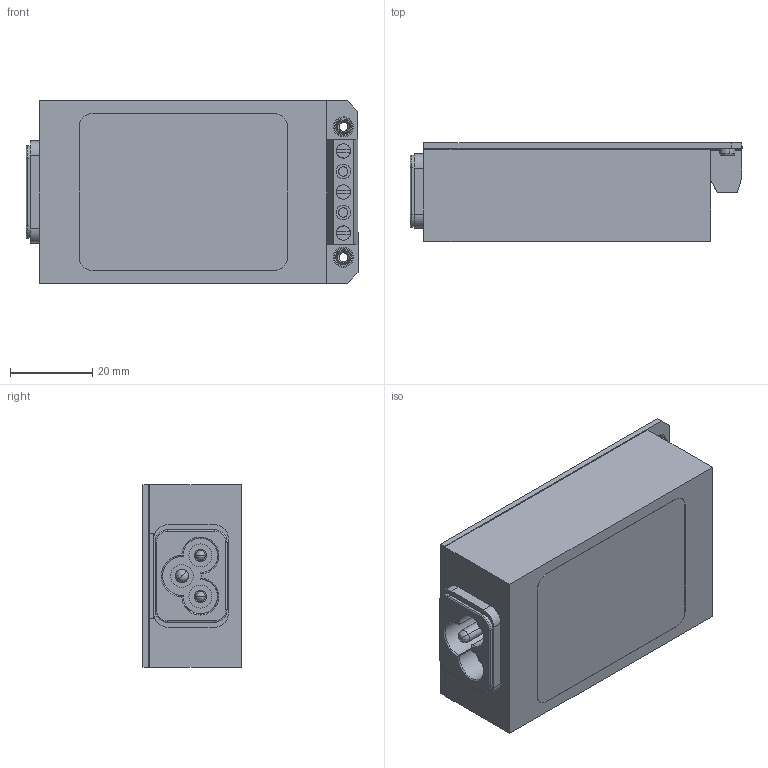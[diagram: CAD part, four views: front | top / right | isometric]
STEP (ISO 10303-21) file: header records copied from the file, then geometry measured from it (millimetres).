
FILE_DESCRIPTION (( 'STEP AP214' ), '1' );
FILE_NAME ('BP62010.STEP', '2022-04-20T17:47:17', ( '' ), ( '' ), 'SwSTEP 2.0', 'SolidWorks 2020', '' );
FILE_SCHEMA (( 'AUTOMOTIVE_DESIGN' ));
Length unit declared in the file: inch
Products named in the file (14): PEM_FEX-440; 850450020_850450020_10W; 321213000 assembly_web model BP6; covers_860047018; 850450020_850450020; BP62010; Screw 4-40x_25 PHMS_90272A106; Tape_VHB_10W_IEC; 321213000 Rev D_web model; 730045025; 860047931 Rev B_860047934; Round Spacer_#4 .25R,.75L; Label_model_ser_050059035; PDI_ 42R51-5131-NFPT_.031 thick board
Assembly tree (16 placements, depth 3):
  BP62010
    860047931 Rev B_860047934
    321213000 assembly_web model BP6
      321213000 Rev D_web model
      Round Spacer_#4 .25R,.75L  x2
      Screw 4-40x_25 PHMS_90272A106  x2
      PDI_ 42R51-5131-NFPT_.031 thick board
    covers_860047018
    730045025
    850450020_850450020
      850450020_850450020_10W
      PEM_FEX-440  x2
    Tape_VHB_10W_IEC
    Label_model_ser_050059035
Bounding box: 80.86 x 24.18 x 44.45 mm (x, y, z)
Volume: 23968.6 mm3; surface area: 48857.8 mm2
Topology: 23 solids, 23 shells, 916 faces, 2424 edges, 1584 vertices
Faces by surface type: cylinder 468, plane 356, bspline 44, cone 36, torus 8, sphere 4
Entity records: 31591 total; most frequent: CARTESIAN_POINT 6355, DIRECTION 4191, ORIENTED_EDGE 4100, EDGE_CURVE 2050, AXIS2_PLACEMENT_3D 1543, VERTEX_POINT 1347, LINE 1105, VECTOR 1105
